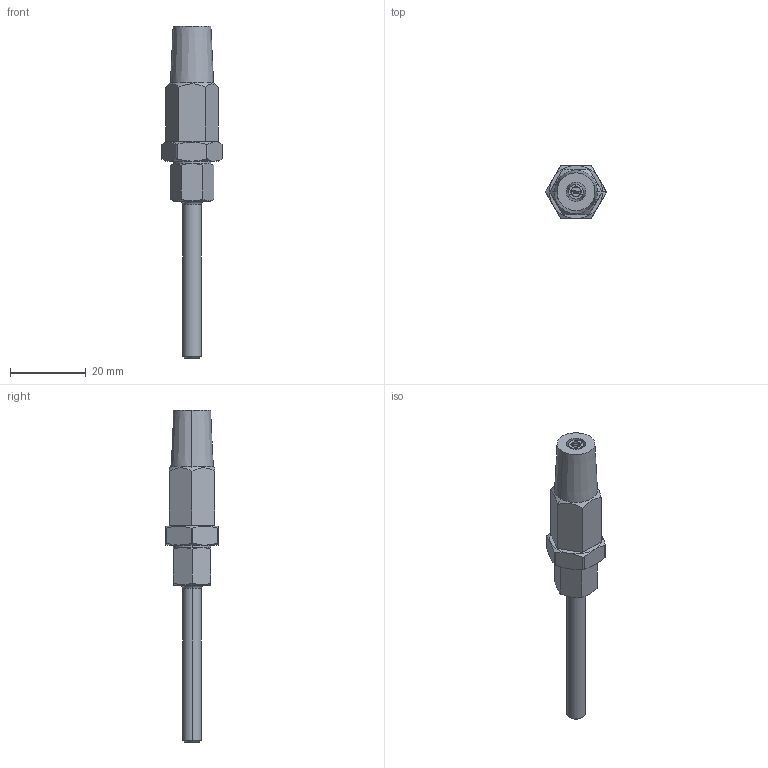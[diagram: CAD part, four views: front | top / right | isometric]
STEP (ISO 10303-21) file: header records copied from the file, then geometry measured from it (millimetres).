
FILE_DESCRIPTION (( 'STEP AP203' ), '1' );
FILE_NAME ('10170003.STEP', '2018-03-13T13:40:33', ( '' ), ( '' ), 'SwSTEP 2.0', 'SolidWorks 2015', '' );
FILE_SCHEMA (( 'CONFIG_CONTROL_DESIGN' ));
Length unit declared in the file: millimetre
Products named in the file (7): 1017000X Teil5_10170003 Teil5; 1017000X Teil6_10170003 Teil6; 10170003; 1017000X Teil1_10170003 Teil1; 1017000X Teil2_10170003 Teil2; 1017000X Teil3_10170003 Teil3; 1017000X Teil4_10170003 Teil4
Assembly tree (8 placements, depth 2):
  10170003
    1017000X Teil4_10170003 Teil4
    1017000X Teil5_10170003 Teil5
    1017000X Teil3_10170003 Teil3
    1017000X Teil2_10170003 Teil2  x3
    1017000X Teil1_10170003 Teil1
    1017000X Teil6_10170003 Teil6
Bounding box: 16.01 x 14 x 87.85 mm (x, y, z)
Volume: 5425.4 mm3; surface area: 5017.5 mm2
Topology: 8 solids, 8 shells, 475 faces, 1255 edges, 820 vertices
Faces by surface type: plane 139, cylinder 99, bspline 98, torus 89, cone 50
Entity records: 17734 total; most frequent: CARTESIAN_POINT 8835, ORIENTED_EDGE 1838, DIRECTION 1407, EDGE_CURVE 919, VERTEX_POINT 596, AXIS2_PLACEMENT_3D 476, VECTOR 455, LINE 455
